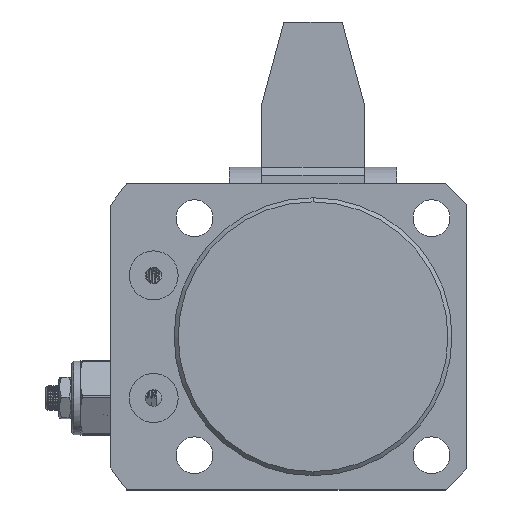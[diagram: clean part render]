
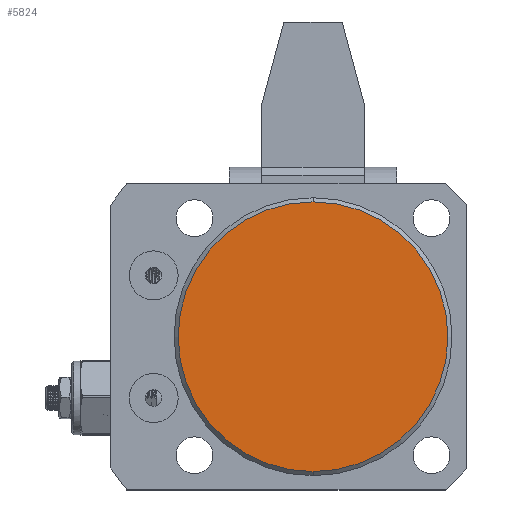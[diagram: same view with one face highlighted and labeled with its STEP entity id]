
A CAD part, front view. The second image highlights one B-rep face of the part: STEP entity #5824.
In plain terms, the highlighted planar face has unit normal (0, -1, 0).
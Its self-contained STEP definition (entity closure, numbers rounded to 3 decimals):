
#2184 = DIRECTION ( 'NONE',  ( 0., 0., -1. ) ) ;
#3093 = CARTESIAN_POINT ( 'NONE',  ( 0., -70., 0. ) ) ;
#4082 = EDGE_CURVE ( 'NONE', #51689, #66652, #66350, .T. ) ;
#5824 = ADVANCED_FACE ( 'NONE', ( #33560 ), #58692, .T. ) ;
#8258 = DIRECTION ( 'NONE',  ( 0., 0., -1. ) ) ;
#9119 = ORIENTED_EDGE ( 'NONE', *, *, #4082, .T. ) ;
#11545 = AXIS2_PLACEMENT_3D ( 'NONE', #53324, #33026, #2184 ) ;
#13923 = ORIENTED_EDGE ( 'NONE', *, *, #14446, .T. ) ;
#14446 = EDGE_CURVE ( 'NONE', #66652, #51689, #27689, .T. ) ;
#18747 = DIRECTION ( 'NONE',  ( 0., 0., -1. ) ) ;
#18828 = DIRECTION ( 'NONE',  ( 0., -1., 0. ) ) ;
#18875 = CARTESIAN_POINT ( 'NONE',  ( 0., -70., 0. ) ) ;
#27689 = CIRCLE ( 'NONE', #61719, 33. ) ;
#33026 = DIRECTION ( 'NONE',  ( 0., -1., 0. ) ) ;
#33560 = FACE_OUTER_BOUND ( 'NONE', #50628, .T. ) ;
#39091 = DIRECTION ( 'NONE',  ( 0., -1., 0. ) ) ;
#39351 = CARTESIAN_POINT ( 'NONE',  ( 0., -70., 33. ) ) ;
#50628 = EDGE_LOOP ( 'NONE', ( #9119, #13923 ) ) ;
#51689 = VERTEX_POINT ( 'NONE', #39351 ) ;
#52843 = CARTESIAN_POINT ( 'NONE',  ( 0., -70., -33. ) ) ;
#53324 = CARTESIAN_POINT ( 'NONE',  ( 0., -70., 0. ) ) ;
#58692 = PLANE ( 'NONE',  #11545 ) ;
#61719 = AXIS2_PLACEMENT_3D ( 'NONE', #3093, #39091, #8258 ) ;
#66035 = AXIS2_PLACEMENT_3D ( 'NONE', #18875, #18828, #18747 ) ;
#66350 = CIRCLE ( 'NONE', #66035, 33. ) ;
#66652 = VERTEX_POINT ( 'NONE', #52843 ) ;
